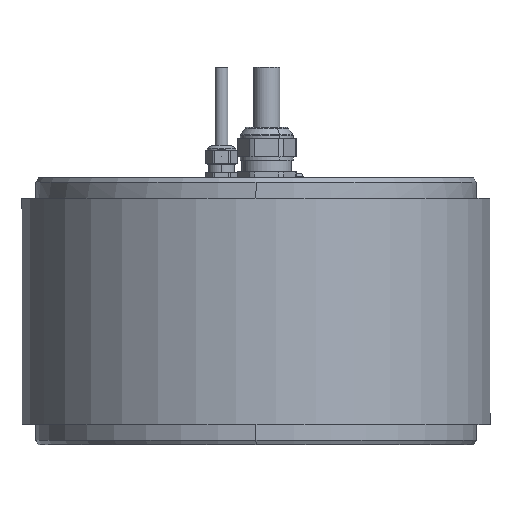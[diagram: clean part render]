
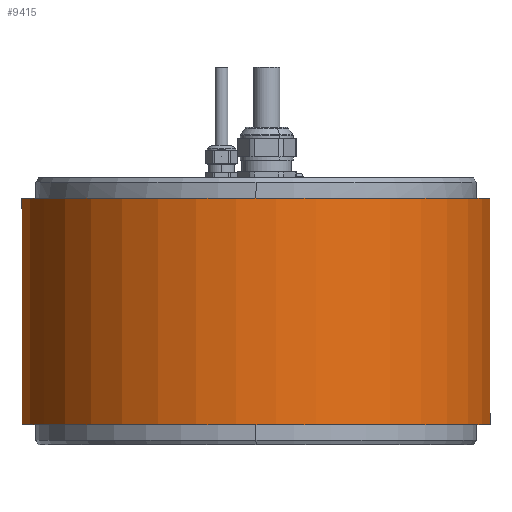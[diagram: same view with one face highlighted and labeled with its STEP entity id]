
A CAD part, front view. The second image highlights one B-rep face of the part: STEP entity #9415.
In plain terms, the highlighted cylindrical face has radius 105.5 mm (diameter 211 mm), a partial arc.
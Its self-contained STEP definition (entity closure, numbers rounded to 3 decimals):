
#2329=CARTESIAN_POINT('',(0.,0.,-9.1));
#2330=DIRECTION('',(0.,0.,1.));
#2331=DIRECTION('',(-0.28,0.96,0.));
#2332=AXIS2_PLACEMENT_3D('',#2329,#2330,#2331);
#2334=DIRECTION('',(0.,0.,1.));
#2335=VECTOR('',#2334,101.8);
#2336=CARTESIAN_POINT('',(29.5,101.292,-110.9));
#2337=LINE('',#2336,#2335);
#2338=CARTESIAN_POINT('',(0.,0.,-110.9));
#2339=DIRECTION('',(0.,0.,-1.));
#2340=DIRECTION('',(0.28,0.96,0.));
#2341=AXIS2_PLACEMENT_3D('',#2338,#2339,#2340);
#2343=DIRECTION('',(0.,0.,1.));
#2344=VECTOR('',#2343,101.8);
#2345=CARTESIAN_POINT('',(-29.5,101.292,-110.9));
#2346=LINE('',#2345,#2344);
#4602=CARTESIAN_POINT('',(-29.5,101.292,-110.9));
#4603=CARTESIAN_POINT('',(29.5,101.292,-110.9));
#4604=VERTEX_POINT('',#4602);
#4605=VERTEX_POINT('',#4603);
#4606=CARTESIAN_POINT('',(-29.5,101.292,-9.1));
#4607=CARTESIAN_POINT('',(29.5,101.292,-9.1));
#4608=VERTEX_POINT('',#4606);
#4609=VERTEX_POINT('',#4607);
#9404=CARTESIAN_POINT('',(0.,0.,-4.01));
#9405=DIRECTION('',(0.,0.,-1.));
#9406=DIRECTION('',(1.,0.,0.));
#9407=AXIS2_PLACEMENT_3D('',#9404,#9405,#9406);
#9408=CYLINDRICAL_SURFACE('',#9407,105.5);
#9409=ORIENTED_EDGE('',*,*,#9353,.T.);
#9410=ORIENTED_EDGE('',*,*,#9369,.F.);
#9411=ORIENTED_EDGE('',*,*,#9393,.T.);
#9412=ORIENTED_EDGE('',*,*,#9372,.T.);
#9413=EDGE_LOOP('',(#9409,#9410,#9411,#9412));
#9414=FACE_OUTER_BOUND('',#9413,.F.);
#9415=ADVANCED_FACE('',(#9414),#9408,.T.);
#2333=CIRCLE('',#2332,105.5);
#2342=CIRCLE('',#2341,105.5);
#9353=EDGE_CURVE('',#4608,#4609,#2333,.T.);
#9369=EDGE_CURVE('',#4605,#4609,#2337,.T.);
#9372=EDGE_CURVE('',#4604,#4608,#2346,.T.);
#9393=EDGE_CURVE('',#4605,#4604,#2342,.T.);
